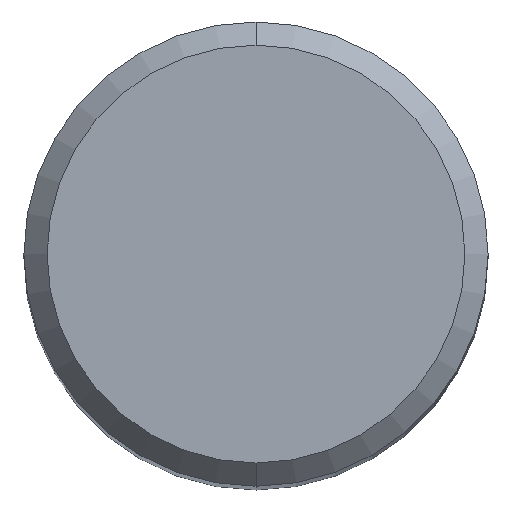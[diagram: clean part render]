
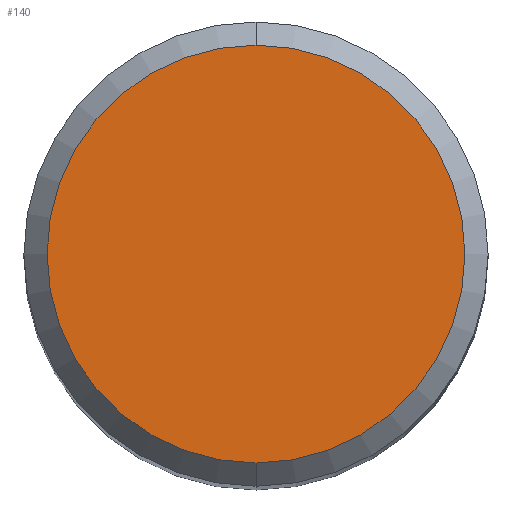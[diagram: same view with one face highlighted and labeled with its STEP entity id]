
A CAD part, top view. The second image highlights one B-rep face of the part: STEP entity #140.
In plain terms, the highlighted planar face has unit normal (0, 0, 1).
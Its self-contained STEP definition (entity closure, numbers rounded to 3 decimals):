
#100=VERTEX_POINT('',#246);
#104=EDGE_CURVE('',#100,#192,#250,.T.);
#140=ADVANCED_FACE('',(#293),#294,.T.);
#150=EDGE_CURVE('',#192,#100,#306,.T.);
#192=VERTEX_POINT('',#351);
#246=CARTESIAN_POINT('',(0.0,5.4,0.0));
#250=CIRCLE('',#405,5.4);
#293=FACE_OUTER_BOUND('',#460,.T.);
#294=PLANE('',#461);
#306=CIRCLE('',#474,5.4);
#351=CARTESIAN_POINT('',(0.,-5.4,0.0));
#405=AXIS2_PLACEMENT_3D('',#584,#585,#586);
#460=EDGE_LOOP('',(#650,#651));
#461=AXIS2_PLACEMENT_3D('',#652,#653,#654);
#474=AXIS2_PLACEMENT_3D('',#675,#676,#677);
#584=CARTESIAN_POINT('',(0.0,0.0,0.0));
#585=DIRECTION('',(0.0,0.0,-1.0));
#586=DIRECTION('',(0.0,1.0,0.0));
#650=ORIENTED_EDGE('',*,*,#104,.F.);
#651=ORIENTED_EDGE('',*,*,#150,.F.);
#652=CARTESIAN_POINT('',(0.0,2.7,0.0));
#653=DIRECTION('',(-0.0,0.0,1.0));
#654=DIRECTION('',(0.0,-1.0,0.0));
#675=CARTESIAN_POINT('',(0.0,0.0,0.0));
#676=DIRECTION('',(0.0,0.0,-1.0));
#677=DIRECTION('',(0.0,1.0,0.0));
